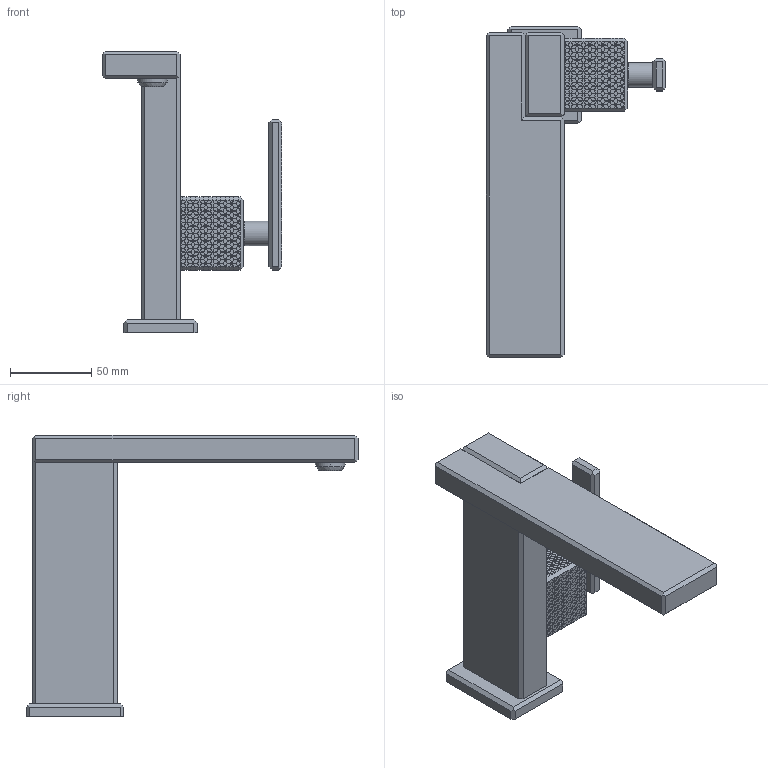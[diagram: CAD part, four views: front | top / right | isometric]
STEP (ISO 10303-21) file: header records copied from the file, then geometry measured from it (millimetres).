
FILE_DESCRIPTION(/* description */ (''),/* implementation_level */ '2;1');
FILE_NAME(/* name */ 'TVW126001000.step',/* time_stamp */ '2023-01-23T14:47:09+01:00',/* author */ (''),/* organization */ (''),/* preprocessor_version */ 'ST-DEVELOPER v19.2',/* originating_system */ 'Autodesk Translation Framework v11.17.0.187',/* authorisation */ '');
FILE_SCHEMA (('AUTOMOTIVE_DESIGN { 1 0 10303 214 3 1 1 }'));
Products named in the file (6): (Nicht gespeichert); 80G168293; 8DZ168221G; 81T168293; 80P35VMD; 81P35VMD
Assembly tree (5 placements, depth 2):
  (Nicht gespeichert)
    80G168293
    8DZ168221G
    81T168293
    80P35VMD
    81P35VMD
Bounding box: 110.6 x 204 x 173 mm (x, y, z)
Volume: 448792.5 mm3; surface area: 78330.9 mm2
Topology: 7 solids, 7 shells, 6286 faces, 13197 edges, 6930 vertices
Faces by surface type: plane 6270, cylinder 10, bspline 4, cone 1, torus 1
Full cylindrical faces by diameter (mm): 15 x1, 23 x1, 25 x1
Entity records: 156885 total; most frequent: CARTESIAN_POINT 26537, ORIENTED_EDGE 26394, DIRECTION 25815, EDGE_CURVE 13197, LINE 13161, VECTOR 13161, VERTEX_POINT 6930, AXIS2_PLACEMENT_3D 6327
